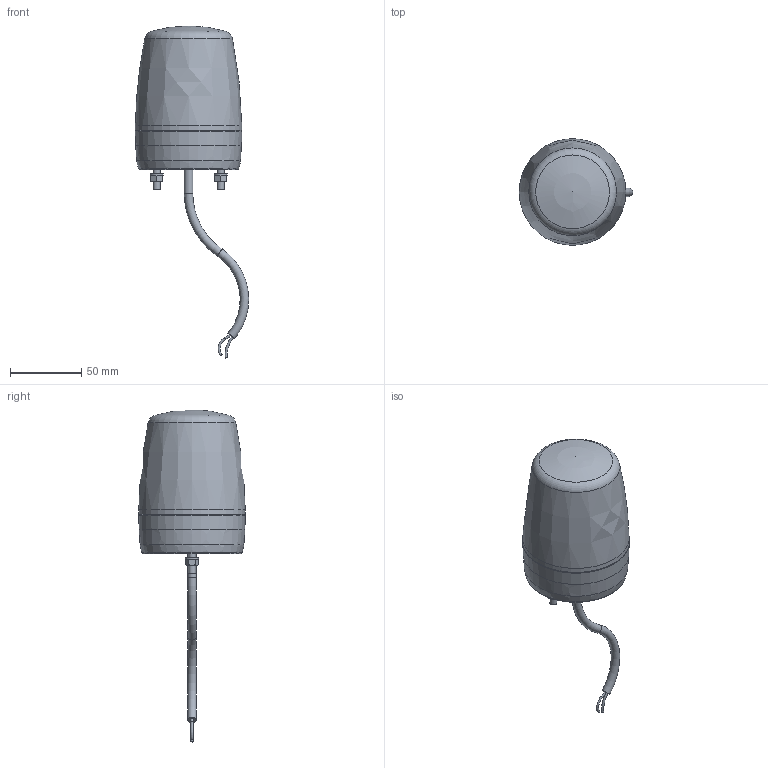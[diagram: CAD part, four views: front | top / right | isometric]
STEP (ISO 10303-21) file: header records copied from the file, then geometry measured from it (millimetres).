
FILE_DESCRIPTION(/* description */ (''),/* implementation_level */ '2;1');
FILE_NAME(/* name */ 'PCH_PAH_PFH_PMH_POH_PDH_PXH.stp',/* time_stamp */ '2013-03-14T11:44:41+01:00',/* author */ (''),/* organization */ (''),/* preprocessor_version */ 'ST-DEVELOPER v11',/* originating_system */ 'SIEMENS PLM Software NX 7.5',/* authorisation */ '');
FILE_SCHEMA (('AUTOMOTIVE_DESIGN { 1 0 10303 214 1 1 1 1 }'));
Length unit declared in the file: millimetre
Products named in the file (1): m.ne595Bmyha
Bounding box: 79.81 x 75.01 x 233.53 mm (x, y, z)
Volume: 390358.2 mm3; surface area: 43737.5 mm2
Topology: 9 solids, 9 shells, 189 faces, 427 edges, 271 vertices
Faces by surface type: plane 103, cone 34, cylinder 23, torus 19, sphere 5, bspline 5
Full cylindrical faces by diameter (mm): 4.2 x2, 4.9 x2, 5 x2, 6 x3, 11.82 x1, 74 x1
Entity records: 5058 total; most frequent: CARTESIAN_POINT 1155, DIRECTION 776, ORIENTED_EDGE 700, EDGE_CURVE 350, AXIS2_PLACEMENT_3D 304, EDGE_LOOP 264, VERTEX_POINT 250, ADVANCED_FACE 189
